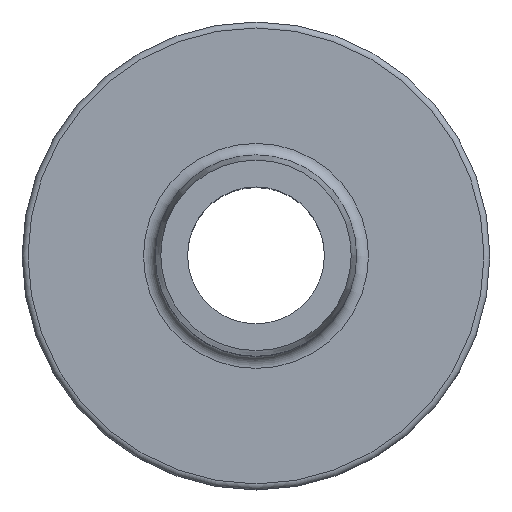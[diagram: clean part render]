
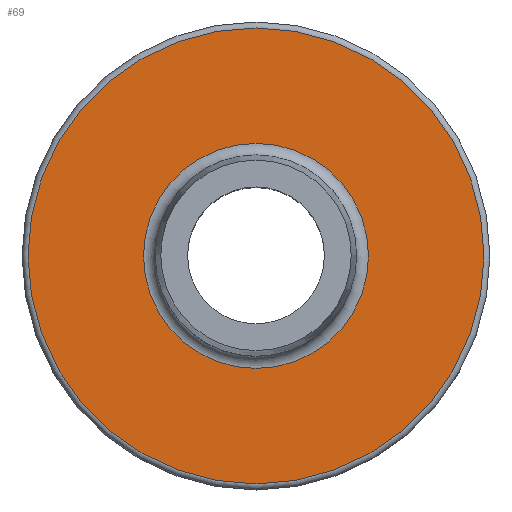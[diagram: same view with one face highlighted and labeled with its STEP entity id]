
A CAD part, top view. The second image highlights one B-rep face of the part: STEP entity #69.
In plain terms, the highlighted planar face has unit normal (0, 0, 1).
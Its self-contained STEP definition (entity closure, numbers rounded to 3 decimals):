
#69=ADVANCED_FACE('',(#112,#113),#85,.T.);
#85=PLANE('',#323);
#112=FACE_BOUND('',#158,.T.);
#113=FACE_BOUND('',#159,.T.);
#158=EDGE_LOOP('',(#204));
#159=EDGE_LOOP('',(#205));
#204=ORIENTED_EDGE('',*,*,#263,.T.);
#205=ORIENTED_EDGE('',*,*,#256,.T.);
#233=VERTEX_POINT('',#457);
#240=VERTEX_POINT('',#478);
#256=EDGE_CURVE('',#233,#233,#279,.T.);
#263=EDGE_CURVE('',#240,#240,#286,.T.);
#279=CIRCLE('',#308,9.45);
#286=CIRCLE('',#322,19.15);
#308=AXIS2_PLACEMENT_3D('',#456,#368,#369);
#322=AXIS2_PLACEMENT_3D('',#477,#396,#397);
#323=AXIS2_PLACEMENT_3D('',#479,#398,#399);
#368=DIRECTION('',(0.,0.,-1.));
#369=DIRECTION('',(1.,0.,0.));
#396=DIRECTION('',(0.,0.,1.));
#397=DIRECTION('',(1.,0.,0.));
#398=DIRECTION('',(0.,0.,1.));
#399=DIRECTION('',(1.,0.,0.));
#456=CARTESIAN_POINT('',(-311.,0.,1.5));
#457=CARTESIAN_POINT('',(-301.55,0.,1.5));
#477=CARTESIAN_POINT('',(-311.,0.,1.5));
#478=CARTESIAN_POINT('',(-291.85,0.,1.5));
#479=CARTESIAN_POINT('',(-311.,0.,1.5));
